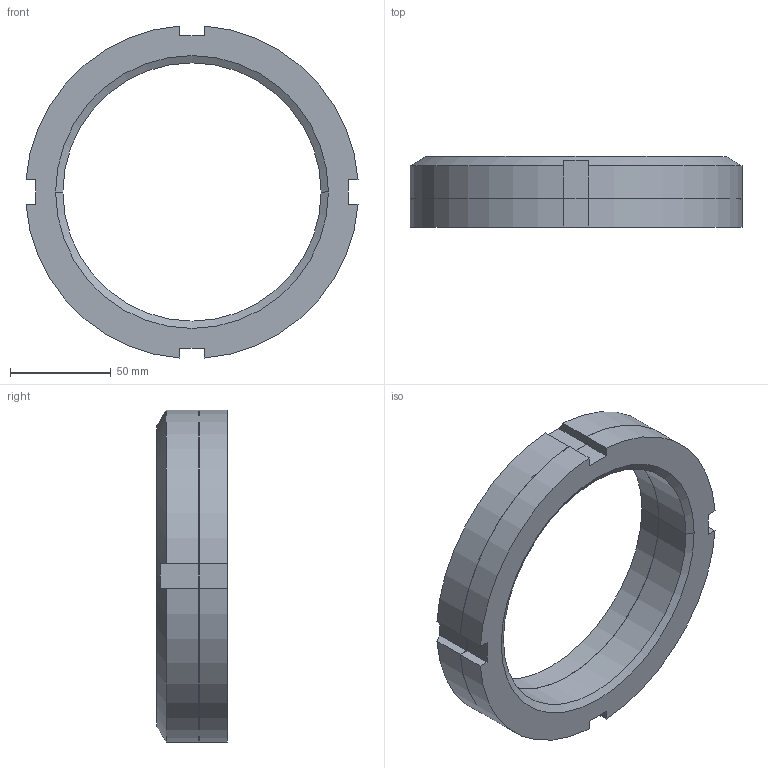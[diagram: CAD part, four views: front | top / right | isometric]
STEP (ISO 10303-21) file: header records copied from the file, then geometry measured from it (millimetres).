
FILE_DESCRIPTION((''),'2;1');
FILE_NAME('1RSTD1304____0','2019-10-29T15:23:52',('kim.bk'),(''),'CREO PARAMETRIC BY PTC INC, 2019010','CREO PARAMETRIC BY PTC INC, 2019010','');
FILE_SCHEMA(('CONFIG_CONTROL_DESIGN'));
Length unit declared in the file: millimetre
Products named in the file (1): 1RSTD1304____0
Bounding box: 164.56 x 35 x 164.56 mm (x, y, z)
Volume: 277286.3 mm3; surface area: 68388.6 mm2
Topology: 2 solids, 2 shells, 424 faces, 1196 edges, 796 vertices
Faces by surface type: plane 402, cylinder 12, cone 10
Entity records: 13506 total; most frequent: CARTESIAN_POINT 2460, ORIENTED_EDGE 2392, DIRECTION 2068, EDGE_CURVE 1196, VECTOR 1144, LINE 1144, VERTEX_POINT 796, AXIS2_PLACEMENT_3D 462
